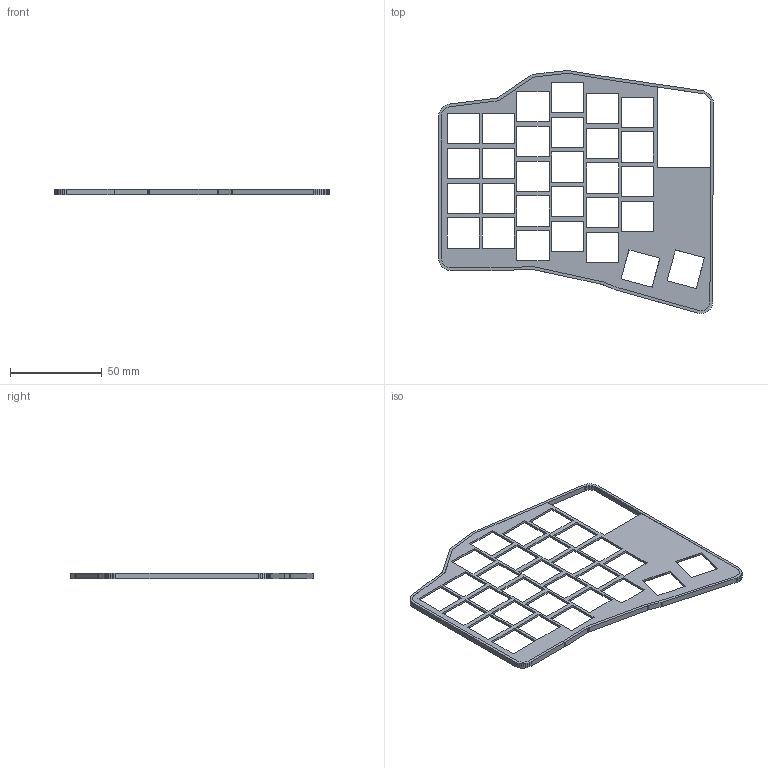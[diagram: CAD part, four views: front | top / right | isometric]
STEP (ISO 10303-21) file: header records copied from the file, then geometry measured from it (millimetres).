
FILE_DESCRIPTION(/* description */ ('','CAx-IF Rec.Pracs.---Representation and Presentation of Product Manufacturing Information (PMI)---4.0---2014-10-13'),/* implementation_level */ '2;1');
FILE_NAME(/* name */ 'kayboard_case_ergogen_v2_test_print.step',/* time_stamp */ '2025-02-18T18:56:37Z',/* author */ (''),/* organization */ (''),/* preprocessor_version */ 'ST-DEVELOPER v20',/* originating_system */ 'Autodesk Translation Framework v13.20.0.188',/* authorisation */ '');
FILE_SCHEMA (('AP242_MANAGED_MODEL_BASED_3D_ENGINEERING_MIM_LF { 1 0 10303 442 1 1 4 }'));
Length unit declared in the file: millimetre
Products named in the file (1): kayboard_case_ergogen_v1
Bounding box: 149.99 x 132.72 x 3 mm (x, y, z)
Volume: 9389.5 mm3; surface area: 19465.3 mm2
Topology: 2 solids, 2 shells, 388 faces, 1081 edges, 697 vertices
Faces by surface type: plane 388
Entity records: 12229 total; most frequent: CARTESIAN_POINT 2167, ORIENTED_EDGE 2162, DIRECTION 1859, LINE 1081, VECTOR 1081, EDGE_CURVE 1081, VERTEX_POINT 697, EDGE_LOOP 448
